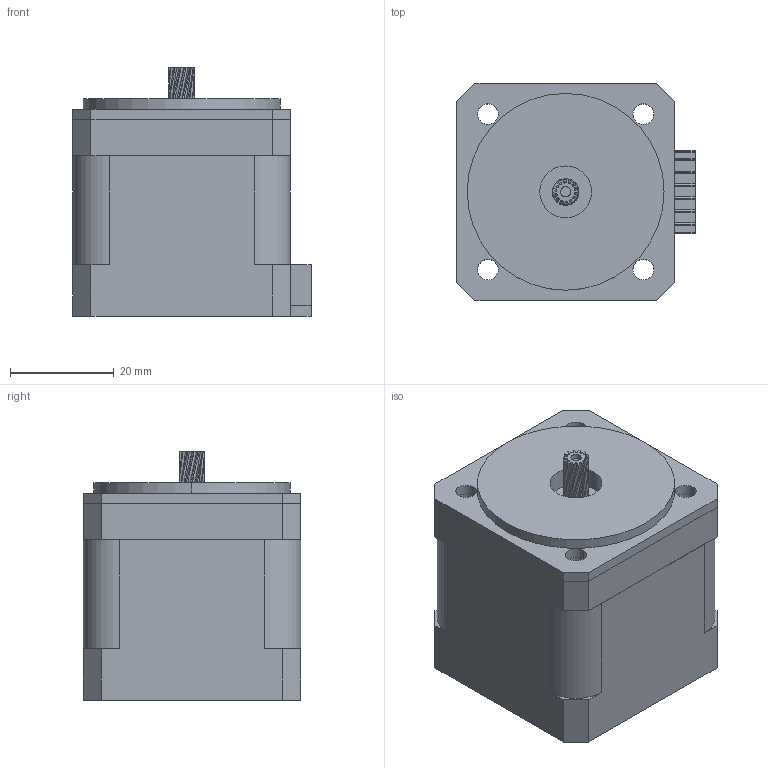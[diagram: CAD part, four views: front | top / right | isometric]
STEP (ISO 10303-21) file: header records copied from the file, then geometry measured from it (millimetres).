
FILE_DESCRIPTION (( 'STEP AP214' ), '1' );
FILE_NAME ('42HS4013A4C-G.STEP', '2023-05-23T07:29:20', ( 'Windows 蚚誧' ), ( 'Organization' ), 'SwSTEP 2.0', 'SolidWorks 2021', '' );
FILE_SCHEMA (( 'AUTOMOTIVE_DESIGN' ));
Length unit declared in the file: millimetre
Products named in the file (1): 42HS4013A4C-G
Bounding box: 46 x 42 x 48 mm (x, y, z)
Volume: 69115.5 mm3; surface area: 19590.7 mm2
Topology: 4 solids, 4 shells, 255 faces, 666 edges, 444 vertices
Faces by surface type: plane 127, cylinder 72, bspline 56
Entity records: 19362 total; most frequent: CARTESIAN_POINT 12766, ORIENTED_EDGE 1332, DIRECTION 1034, EDGE_CURVE 666, VERTEX_POINT 444, VECTOR 354, LINE 354, AXIS2_PLACEMENT_3D 340
